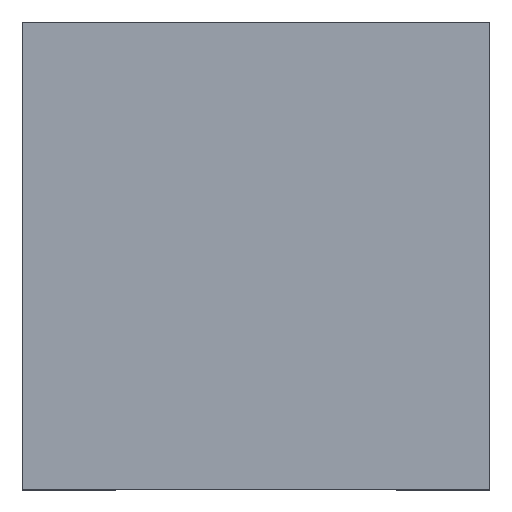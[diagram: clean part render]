
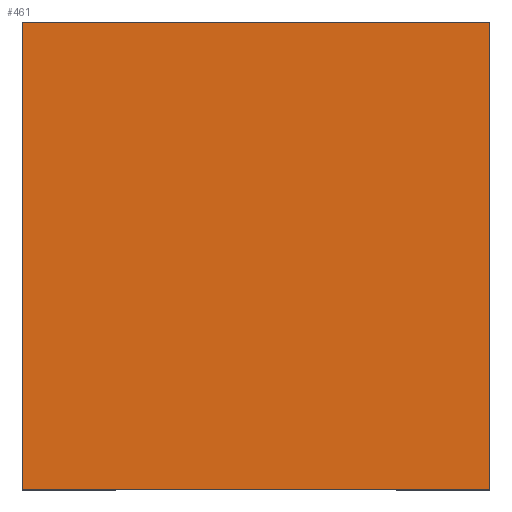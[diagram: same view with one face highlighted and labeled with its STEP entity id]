
A CAD part, top view. The second image highlights one B-rep face of the part: STEP entity #461.
In plain terms, the highlighted planar face has unit normal (0, 0, 1).
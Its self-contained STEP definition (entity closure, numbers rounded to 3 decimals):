
#49=FACE_OUTER_BOUND('',#73,.T.);
#73=EDGE_LOOP('',(#407,#408,#409,#410));
#125=LINE('',#743,#185);
#128=LINE('',#749,#188);
#131=LINE('',#755,#191);
#134=LINE('',#759,#194);
#185=VECTOR('',#611,10.);
#188=VECTOR('',#616,10.);
#191=VECTOR('',#621,10.);
#194=VECTOR('',#626,10.);
#229=VERTEX_POINT('',#740);
#230=VERTEX_POINT('',#742);
#232=VERTEX_POINT('',#748);
#234=VERTEX_POINT('',#754);
#285=EDGE_CURVE('',#230,#229,#125,.T.);
#288=EDGE_CURVE('',#232,#230,#128,.T.);
#291=EDGE_CURVE('',#234,#232,#131,.T.);
#294=EDGE_CURVE('',#229,#234,#134,.T.);
#407=ORIENTED_EDGE('',*,*,#294,.T.);
#408=ORIENTED_EDGE('',*,*,#291,.T.);
#409=ORIENTED_EDGE('',*,*,#288,.T.);
#410=ORIENTED_EDGE('',*,*,#285,.T.);
#437=PLANE('',#513);
#461=ADVANCED_FACE('',(#49),#437,.T.);
#513=AXIS2_PLACEMENT_3D('',#760,#627,#628);
#611=DIRECTION('',(1.,0.,0.));
#616=DIRECTION('',(0.,-1.,0.));
#621=DIRECTION('',(-1.,0.,0.));
#626=DIRECTION('',(0.,1.,0.));
#627=DIRECTION('center_axis',(0.,0.,1.));
#628=DIRECTION('ref_axis',(1.,0.,0.));
#740=CARTESIAN_POINT('',(500.,-500.,10.));
#742=CARTESIAN_POINT('',(-500.,-500.,10.));
#743=CARTESIAN_POINT('',(-500.,-500.,10.));
#748=CARTESIAN_POINT('',(-500.,500.,10.));
#749=CARTESIAN_POINT('',(-500.,500.,10.));
#754=CARTESIAN_POINT('',(500.,500.,10.));
#755=CARTESIAN_POINT('',(500.,500.,10.));
#759=CARTESIAN_POINT('',(500.,-500.,10.));
#760=CARTESIAN_POINT('Origin',(0.,0.,10.));
